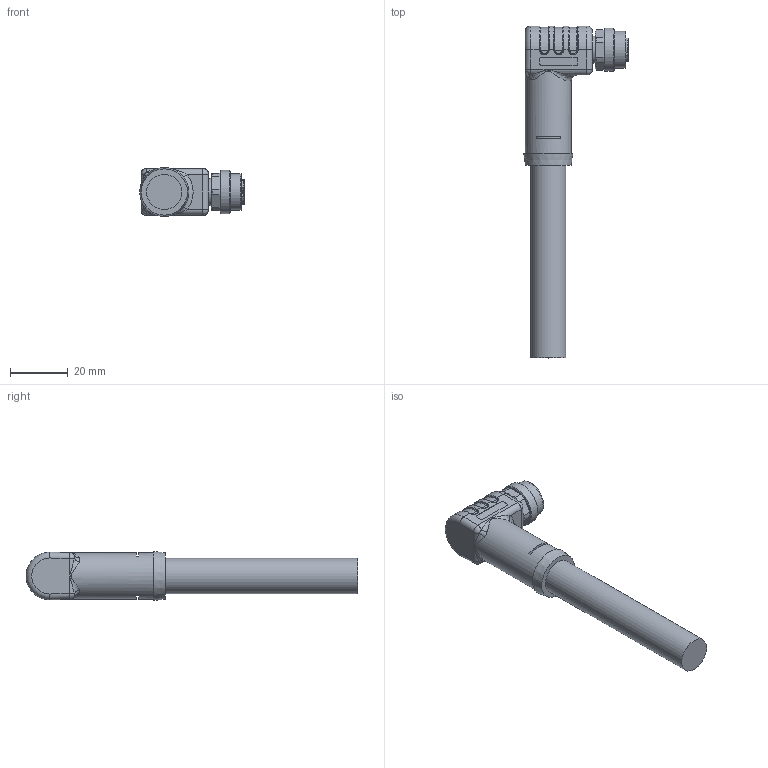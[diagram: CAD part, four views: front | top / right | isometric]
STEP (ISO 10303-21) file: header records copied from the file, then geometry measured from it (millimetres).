
FILE_DESCRIPTION(/* description */ (''),/* implementation_level */ '2;1');
FILE_NAME(/* name */ 'PK-WM12K5_244-m_S5015_stp.stp',/* time_stamp */ '2017-01-25T14:14:49+01:00',/* author */ (''),/* organization */ (''),/* preprocessor_version */ 'ST-DEVELOPER v16',/* originating_system */ 'SIEMENS PLM Software NX 10.0',/* authorisation */ '');
FILE_SCHEMA (('AUTOMOTIVE_DESIGN { 1 0 10303 214 3 1 1 1 }'));
Length unit declared in the file: millimetre
Products named in the file (1): 5028553_stp
Bounding box: 36.2 x 114.96 x 17 mm (x, y, z)
Volume: 20979.1 mm3; surface area: 7364.2 mm2
Topology: 1 solids, 1 shells, 321 faces, 795 edges, 489 vertices
Faces by surface type: plane 121, cylinder 77, extrusion 33, torus 31, bspline 31, cone 15, sphere 13
Full cylindrical faces by diameter (mm): 1.5 x1, 1.6 x4, 9.4 x1, 10.95 x1, 12.2 x1, 12.3 x1, 12.8 x1, 15 x1, 16 x1
Entity records: 10514 total; most frequent: CARTESIAN_POINT 3411, ORIENTED_EDGE 1494, DIRECTION 1367, EDGE_CURVE 747, AXIS2_PLACEMENT_3D 502, VERTEX_POINT 475, EDGE_LOOP 368, VECTOR 363
